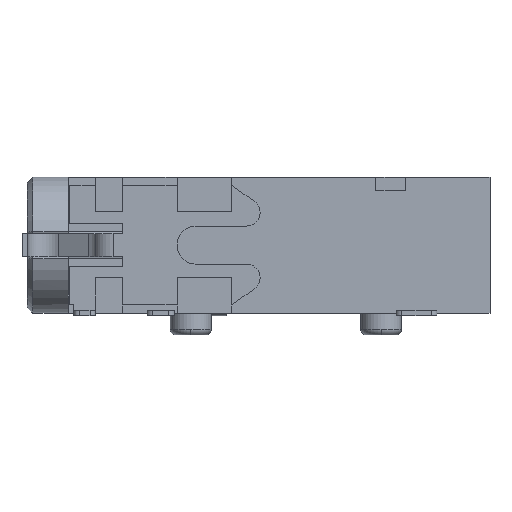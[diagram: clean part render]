
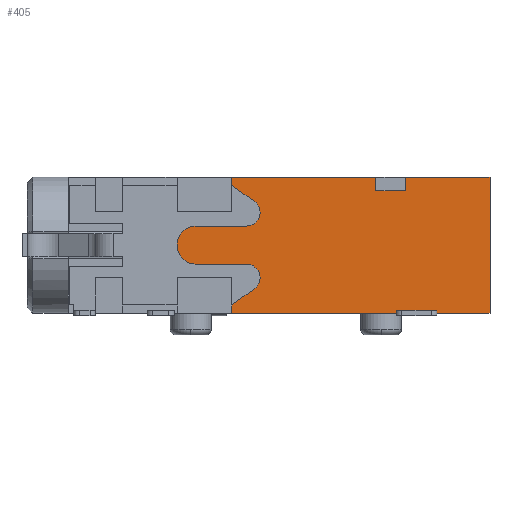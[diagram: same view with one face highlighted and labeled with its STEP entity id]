
A CAD part, front view. The second image highlights one B-rep face of the part: STEP entity #405.
In plain terms, the highlighted planar face has unit normal (0, -1, 0).
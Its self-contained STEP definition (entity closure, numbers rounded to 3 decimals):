
#380 = VERTEX_POINT('',#381);
#381 = CARTESIAN_POINT('',(-1.702,-2.642,0.106));
#387 = EDGE_CURVE('',#388,#380,#390,.T.);
#388 = VERTEX_POINT('',#389);
#389 = CARTESIAN_POINT('',(-1.702,-2.642,0.406));
#390 = LINE('',#391,#392);
#391 = CARTESIAN_POINT('',(-1.702,-2.642,0.106)
  );
#392 = VECTOR('',#393,1.);
#393 = DIRECTION('',(0.,0.,-1.));
#405 = ADVANCED_FACE('',(#406),#562,.F.);
#406 = FACE_BOUND('',#407,.T.);
#407 = EDGE_LOOP('',(#408,#418,#426,#434,#442,#450,#458,#467,#475,#484,
    #492,#501,#507,#508,#516,#524,#532,#540,#548,#556));
#408 = ORIENTED_EDGE('',*,*,#409,.F.);
#409 = EDGE_CURVE('',#410,#412,#414,.T.);
#410 = VERTEX_POINT('',#411);
#411 = CARTESIAN_POINT('',(4.698,-2.642,4.606));
#412 = VERTEX_POINT('',#413);
#413 = CARTESIAN_POINT('',(4.698,-2.642,5.106));
#414 = LINE('',#415,#416);
#415 = CARTESIAN_POINT('',(4.698,-2.642,0.106));
#416 = VECTOR('',#417,1.);
#417 = DIRECTION('',(0.,0.,1.));
#418 = ORIENTED_EDGE('',*,*,#419,.F.);
#419 = EDGE_CURVE('',#420,#410,#422,.T.);
#420 = VERTEX_POINT('',#421);
#421 = CARTESIAN_POINT('',(3.598,-2.642,4.606));
#422 = LINE('',#423,#424);
#423 = CARTESIAN_POINT('',(-6.702,-2.642,4.606)
  );
#424 = VECTOR('',#425,1.);
#425 = DIRECTION('',(1.,0.,0.));
#426 = ORIENTED_EDGE('',*,*,#427,.F.);
#427 = EDGE_CURVE('',#428,#420,#430,.T.);
#428 = VERTEX_POINT('',#429);
#429 = CARTESIAN_POINT('',(3.598,-2.642,5.106));
#430 = LINE('',#431,#432);
#431 = CARTESIAN_POINT('',(3.598,-2.642,0.106));
#432 = VECTOR('',#433,1.);
#433 = DIRECTION('',(0.,0.,-1.));
#434 = ORIENTED_EDGE('',*,*,#435,.F.);
#435 = EDGE_CURVE('',#436,#428,#438,.T.);
#436 = VERTEX_POINT('',#437);
#437 = CARTESIAN_POINT('',(-1.702,-2.642,5.106));
#438 = LINE('',#439,#440);
#439 = CARTESIAN_POINT('',(-6.702,-2.642,5.106)
  );
#440 = VECTOR('',#441,1.);
#441 = DIRECTION('',(1.,0.,0.));
#442 = ORIENTED_EDGE('',*,*,#443,.F.);
#443 = EDGE_CURVE('',#444,#436,#446,.T.);
#444 = VERTEX_POINT('',#445);
#445 = CARTESIAN_POINT('',(-1.702,-2.642,4.806));
#446 = LINE('',#447,#448);
#447 = CARTESIAN_POINT('',(-1.702,-2.642,0.106)
  );
#448 = VECTOR('',#449,1.);
#449 = DIRECTION('',(0.,0.,1.));
#450 = ORIENTED_EDGE('',*,*,#451,.F.);
#451 = EDGE_CURVE('',#452,#444,#454,.T.);
#452 = VERTEX_POINT('',#453);
#453 = CARTESIAN_POINT('',(-0.864,-2.642,4.215));
#454 = LINE('',#455,#456);
#455 = CARTESIAN_POINT('',(-0.864,-2.642,4.215
    ));
#456 = VECTOR('',#457,1.);
#457 = DIRECTION('',(-0.817,0.,0.577));
#458 = ORIENTED_EDGE('',*,*,#459,.F.);
#459 = EDGE_CURVE('',#460,#452,#462,.T.);
#460 = VERTEX_POINT('',#461);
#461 = CARTESIAN_POINT('',(-1.152,-2.642,3.306));
#462 = CIRCLE('',#463,0.5);
#463 = AXIS2_PLACEMENT_3D('',#464,#465,#466);
#464 = CARTESIAN_POINT('',(-1.152,-2.642,3.806)
  );
#465 = DIRECTION('',(0.,-1.,0.));
#466 = DIRECTION('',(1.,0.,0.));
#467 = ORIENTED_EDGE('',*,*,#468,.F.);
#468 = EDGE_CURVE('',#469,#460,#471,.T.);
#469 = VERTEX_POINT('',#470);
#470 = CARTESIAN_POINT('',(-3.002,-2.642,3.306));
#471 = LINE('',#472,#473);
#472 = CARTESIAN_POINT('',(-6.702,-2.642,3.306)
  );
#473 = VECTOR('',#474,1.);
#474 = DIRECTION('',(1.,0.,0.));
#475 = ORIENTED_EDGE('',*,*,#476,.F.);
#476 = EDGE_CURVE('',#477,#469,#479,.T.);
#477 = VERTEX_POINT('',#478);
#478 = CARTESIAN_POINT('',(-3.002,-2.642,1.906));
#479 = CIRCLE('',#480,0.7);
#480 = AXIS2_PLACEMENT_3D('',#481,#482,#483);
#481 = CARTESIAN_POINT('',(-3.002,-2.642,2.606)
  );
#482 = DIRECTION('',(-0.,1.,0.));
#483 = DIRECTION('',(1.,0.,0.));
#484 = ORIENTED_EDGE('',*,*,#485,.F.);
#485 = EDGE_CURVE('',#486,#477,#488,.T.);
#486 = VERTEX_POINT('',#487);
#487 = CARTESIAN_POINT('',(-1.152,-2.642,1.906));
#488 = LINE('',#489,#490);
#489 = CARTESIAN_POINT('',(-6.702,-2.642,1.906)
  );
#490 = VECTOR('',#491,1.);
#491 = DIRECTION('',(-1.,0.,0.));
#492 = ORIENTED_EDGE('',*,*,#493,.F.);
#493 = EDGE_CURVE('',#494,#486,#496,.T.);
#494 = VERTEX_POINT('',#495);
#495 = CARTESIAN_POINT('',(-0.864,-2.642,0.998));
#496 = CIRCLE('',#497,0.5);
#497 = AXIS2_PLACEMENT_3D('',#498,#499,#500);
#498 = CARTESIAN_POINT('',(-1.152,-2.642,1.406)
  );
#499 = DIRECTION('',(0.,-1.,0.));
#500 = DIRECTION('',(1.,0.,0.));
#501 = ORIENTED_EDGE('',*,*,#502,.F.);
#502 = EDGE_CURVE('',#388,#494,#503,.T.);
#503 = LINE('',#504,#505);
#504 = CARTESIAN_POINT('',(-1.702,-2.642,0.406)
  );
#505 = VECTOR('',#506,1.);
#506 = DIRECTION('',(0.817,0.,0.577));
#507 = ORIENTED_EDGE('',*,*,#387,.T.);
#508 = ORIENTED_EDGE('',*,*,#509,.F.);
#509 = EDGE_CURVE('',#510,#380,#512,.T.);
#510 = VERTEX_POINT('',#511);
#511 = CARTESIAN_POINT('',(4.348,-2.642,0.106));
#512 = LINE('',#513,#514);
#513 = CARTESIAN_POINT('',(7.798,-2.642,0.106));
#514 = VECTOR('',#515,1.);
#515 = DIRECTION('',(-1.,0.,0.));
#516 = ORIENTED_EDGE('',*,*,#517,.T.);
#517 = EDGE_CURVE('',#510,#518,#520,.T.);
#518 = VERTEX_POINT('',#519);
#519 = CARTESIAN_POINT('',(4.348,-2.642,0.206));
#520 = LINE('',#521,#522);
#521 = CARTESIAN_POINT('',(4.348,-2.642,
    0.006));
#522 = VECTOR('',#523,1.);
#523 = DIRECTION('',(0.,0.,1.));
#524 = ORIENTED_EDGE('',*,*,#525,.F.);
#525 = EDGE_CURVE('',#526,#518,#528,.T.);
#526 = VERTEX_POINT('',#527);
#527 = CARTESIAN_POINT('',(5.848,-2.642,0.206));
#528 = LINE('',#529,#530);
#529 = CARTESIAN_POINT('',(-6.702,-2.642,0.206)
  );
#530 = VECTOR('',#531,1.);
#531 = DIRECTION('',(-1.,0.,0.));
#532 = ORIENTED_EDGE('',*,*,#533,.F.);
#533 = EDGE_CURVE('',#534,#526,#536,.T.);
#534 = VERTEX_POINT('',#535);
#535 = CARTESIAN_POINT('',(5.848,-2.642,0.106));
#536 = LINE('',#537,#538);
#537 = CARTESIAN_POINT('',(5.848,-2.642,
    0.006));
#538 = VECTOR('',#539,1.);
#539 = DIRECTION('',(0.,0.,1.));
#540 = ORIENTED_EDGE('',*,*,#541,.F.);
#541 = EDGE_CURVE('',#542,#534,#544,.T.);
#542 = VERTEX_POINT('',#543);
#543 = CARTESIAN_POINT('',(7.798,-2.642,0.106));
#544 = LINE('',#545,#546);
#545 = CARTESIAN_POINT('',(-6.702,-2.642,0.106)
  );
#546 = VECTOR('',#547,1.);
#547 = DIRECTION('',(-1.,0.,0.));
#548 = ORIENTED_EDGE('',*,*,#549,.F.);
#549 = EDGE_CURVE('',#550,#542,#552,.T.);
#550 = VERTEX_POINT('',#551);
#551 = CARTESIAN_POINT('',(7.798,-2.642,5.106));
#552 = LINE('',#553,#554);
#553 = CARTESIAN_POINT('',(7.798,-2.642,5.106));
#554 = VECTOR('',#555,1.);
#555 = DIRECTION('',(0.,0.,-1.));
#556 = ORIENTED_EDGE('',*,*,#557,.F.);
#557 = EDGE_CURVE('',#412,#550,#558,.T.);
#558 = LINE('',#559,#560);
#559 = CARTESIAN_POINT('',(-6.702,-2.642,5.106)
  );
#560 = VECTOR('',#561,1.);
#561 = DIRECTION('',(1.,0.,0.));
#562 = PLANE('',#563);
#563 = AXIS2_PLACEMENT_3D('',#564,#565,#566);
#564 = CARTESIAN_POINT('',(-6.702,-2.642,0.106));
#565 = DIRECTION('',(0.,1.,0.));
#566 = DIRECTION('',(1.,0.,0.));
